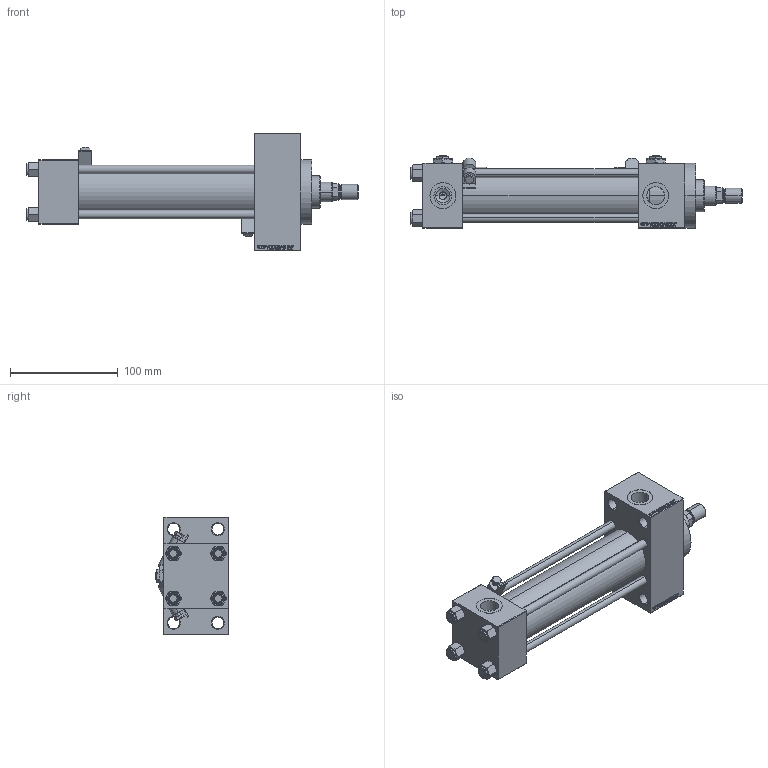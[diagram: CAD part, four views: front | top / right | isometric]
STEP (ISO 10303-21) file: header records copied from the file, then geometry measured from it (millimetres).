
FILE_DESCRIPTION (( 'STEP AP203' ), '1' );
FILE_NAME ('a391.STEP', '2025-04-25T08:37:26', ( '' ), ( '' ), 'SwSTEP 2.0', 'SolidWorks 2019', '' );
FILE_SCHEMA (( 'CONFIG_CONTROL_DESIGN' ));
Length unit declared in the file: millimetre
Products named in the file (9): V215CR_D_Body eec5311f4d40d5ab9d5ecb0a04ba04d0; MSRF_MSRG1 eec5311f4d40d5ab9d5ecb0a04ba04d0; V215_VC_A eec5311f4d40d5ab9d5ecb0a04ba04d0; NUT_M5_D eec5311f4d40d5ab9d5ecb0a04ba04d0; Zatka_pro_OIL_PORT eec5311f4d40d5ab9d5ecb0a04ba04d0; V215CR_D_TYCINKA eec5311f4d40d5ab9d5ecb0a04ba04d0; V215CR_VCP_D eec5311f4d40d5ab9d5ecb0a04ba04d0; a391; ROD_END_AH eec5311f4d40d5ab9d5ecb0a04ba04d0
Assembly tree (16 placements, depth 2):
  a391
    V215CR_D_Body eec5311f4d40d5ab9d5ecb0a04ba04d0
    V215CR_VCP_D eec5311f4d40d5ab9d5ecb0a04ba04d0
    NUT_M5_D eec5311f4d40d5ab9d5ecb0a04ba04d0  x4
    V215CR_D_TYCINKA eec5311f4d40d5ab9d5ecb0a04ba04d0  x4
    V215_VC_A eec5311f4d40d5ab9d5ecb0a04ba04d0
    ROD_END_AH eec5311f4d40d5ab9d5ecb0a04ba04d0
    MSRF_MSRG1 eec5311f4d40d5ab9d5ecb0a04ba04d0  x2
    Zatka_pro_OIL_PORT eec5311f4d40d5ab9d5ecb0a04ba04d0  x2
Bounding box: 308 x 67 x 109 mm (x, y, z)
Volume: 610466.9 mm3; surface area: 175472.9 mm2
Topology: 16 solids, 16 shells, 1283 faces, 3166 edges, 2038 vertices
Faces by surface type: plane 586, bspline 368, cone 188, cylinder 131, torus 10
Entity records: 50815 total; most frequent: CARTESIAN_POINT 25939, ORIENTED_EDGE 5482, DIRECTION 3681, EDGE_CURVE 2741, VERTEX_POINT 1788, VECTOR 1615, LINE 1615, EDGE_LOOP 1231
